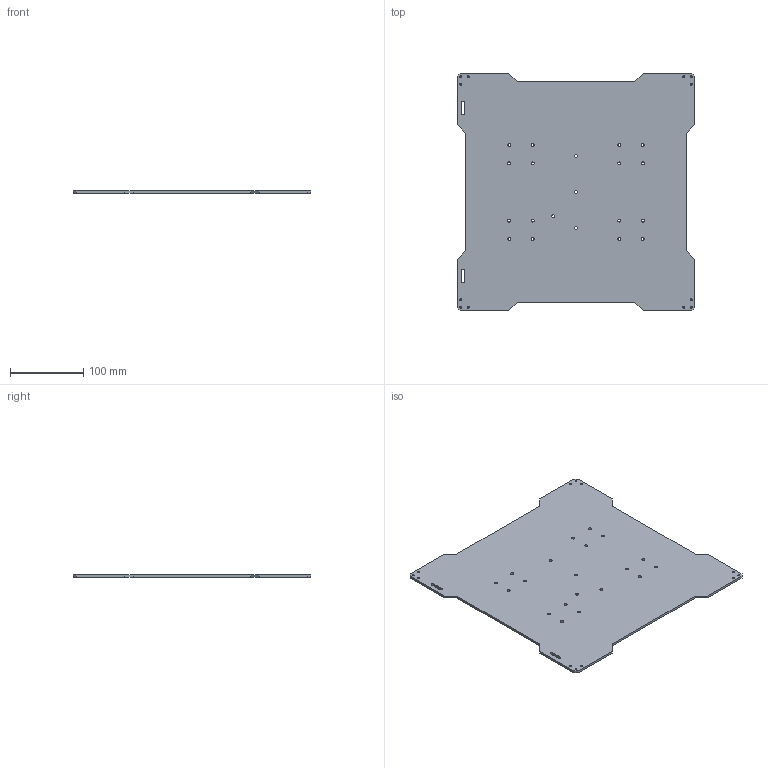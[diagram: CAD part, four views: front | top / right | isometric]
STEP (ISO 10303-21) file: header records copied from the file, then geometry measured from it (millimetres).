
FILE_DESCRIPTION(('FreeCAD Model'),'2;1');
FILE_NAME('Y_Bed.stp', '2013-01-05T04:36:23',('FreeCAD'),('FreeCAD'), 'Open CASCADE STEP processor 6.5','FreeCAD','Unknown');
FILE_SCHEMA(('AUTOMOTIVE_DESIGN_CC2 { 1 2 10303 214 -1 1 5 4 }'));
Length unit declared in the file: millimetre
Products named in the file (1): Open CASCADE STEP translator 6.5 1
Bounding box: 324 x 324 x 3.18 mm (x, y, z)
Volume: 306019.8 mm3; surface area: 198052.8 mm2
Topology: 1 solids, 1 shells, 66 faces, 224 edges, 160 vertices
Faces by surface type: cylinder 36, plane 30
Full cylindrical faces by diameter (mm): 2.5 x12, 4 x20
Entity records: 5584 total; most frequent: CARTESIAN_POINT 1021, DIRECTION 856, ORIENTED_EDGE 448, PCURVE 448, DEFINITIONAL_REPRESENTATION 448, LINE 426, VECTOR 426, EDGE_CURVE 224
